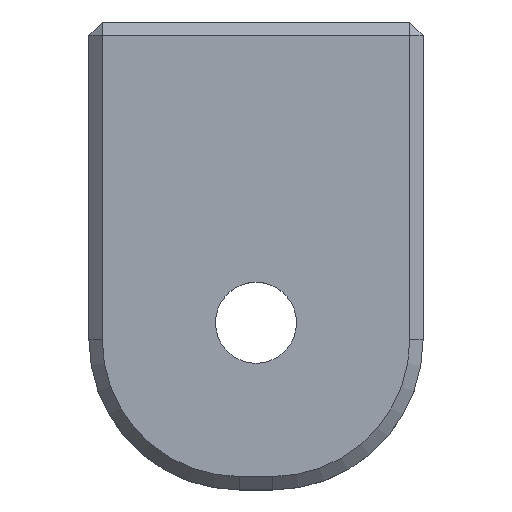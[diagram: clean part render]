
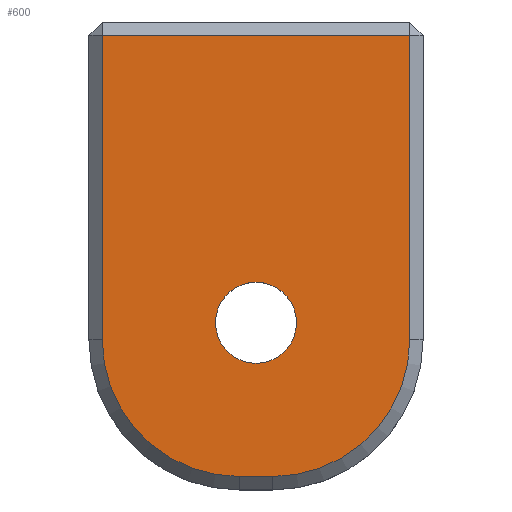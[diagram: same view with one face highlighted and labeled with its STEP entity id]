
A CAD part, top view. The second image highlights one B-rep face of the part: STEP entity #600.
In plain terms, the highlighted planar face has unit normal (0, 0, 1).
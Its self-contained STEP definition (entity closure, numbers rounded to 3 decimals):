
#17=FACE_BOUND('',#120,.T.);
#46=PLANE('',#667);
#80=FACE_OUTER_BOUND('',#119,.T.);
#119=EDGE_LOOP('',(#535,#536,#537,#538,#539,#540));
#120=EDGE_LOOP('',(#541));
#141=CIRCLE('',#658,8.2);
#143=CIRCLE('',#662,8.2);
#144=CIRCLE('',#668,2.425);
#195=LINE('',#973,#257);
#198=LINE('',#979,#260);
#202=LINE('',#991,#264);
#204=LINE('',#998,#266);
#257=VECTOR('',#794,10.);
#260=VECTOR('',#801,10.);
#264=VECTOR('',#813,10.);
#266=VECTOR('',#823,10.);
#307=VERTEX_POINT('',#961);
#308=VERTEX_POINT('',#968);
#309=VERTEX_POINT('',#977);
#311=VERTEX_POINT('',#983);
#313=VERTEX_POINT('',#989);
#314=VERTEX_POINT('',#994);
#315=VERTEX_POINT('',#1005);
#378=EDGE_CURVE('',#308,#307,#195,.T.);
#381=EDGE_CURVE('',#309,#308,#198,.T.);
#384=EDGE_CURVE('',#311,#309,#141,.T.);
#387=EDGE_CURVE('',#313,#311,#202,.T.);
#390=EDGE_CURVE('',#314,#313,#143,.T.);
#391=EDGE_CURVE('',#307,#314,#204,.T.);
#394=EDGE_CURVE('',#315,#315,#144,.T.);
#535=ORIENTED_EDGE('',*,*,#378,.F.);
#536=ORIENTED_EDGE('',*,*,#381,.F.);
#537=ORIENTED_EDGE('',*,*,#384,.F.);
#538=ORIENTED_EDGE('',*,*,#387,.F.);
#539=ORIENTED_EDGE('',*,*,#390,.F.);
#540=ORIENTED_EDGE('',*,*,#391,.F.);
#541=ORIENTED_EDGE('',*,*,#394,.T.);
#600=ADVANCED_FACE('',(#80,#17),#46,.T.);
#658=AXIS2_PLACEMENT_3D('',#985,#807,#808);
#662=AXIS2_PLACEMENT_3D('',#996,#819,#820);
#667=AXIS2_PLACEMENT_3D('',#1004,#832,#833);
#668=AXIS2_PLACEMENT_3D('',#1006,#834,#835);
#794=DIRECTION('',(1.,0.,0.));
#801=DIRECTION('',(0.,1.,0.));
#807=DIRECTION('center_axis',(0.,0.,-1.));
#808=DIRECTION('ref_axis',(-0.707,-0.707,0.));
#813=DIRECTION('',(-1.,0.,0.));
#819=DIRECTION('center_axis',(0.,0.,-1.));
#820=DIRECTION('ref_axis',(0.707,-0.707,0.));
#823=DIRECTION('',(0.,-1.,0.));
#832=DIRECTION('center_axis',(0.,0.,1.));
#833=DIRECTION('ref_axis',(-1.,0.,0.));
#834=DIRECTION('center_axis',(0.,0.,-1.));
#835=DIRECTION('ref_axis',(1.,0.,0.));
#961=CARTESIAN_POINT('',(-185.862,379.2,-21.));
#968=CARTESIAN_POINT('',(-204.262,379.2,-21.));
#973=CARTESIAN_POINT('',(-190.062,379.2,-21.));
#977=CARTESIAN_POINT('',(-204.262,361.,-21.));
#979=CARTESIAN_POINT('',(-204.262,380.,-21.));
#983=CARTESIAN_POINT('',(-196.062,352.8,-21.));
#985=CARTESIAN_POINT('Origin',(-196.062,361.,-21.));
#989=CARTESIAN_POINT('',(-194.062,352.8,-21.));
#991=CARTESIAN_POINT('',(-190.062,352.8,-21.));
#994=CARTESIAN_POINT('',(-185.862,361.,-21.));
#996=CARTESIAN_POINT('Origin',(-194.062,361.,-21.));
#998=CARTESIAN_POINT('',(-185.862,380.,-21.));
#1004=CARTESIAN_POINT('Origin',(-185.062,380.,-21.));
#1005=CARTESIAN_POINT('',(-197.487,362.,-21.));
#1006=CARTESIAN_POINT('Origin',(-195.062,362.,-21.));
